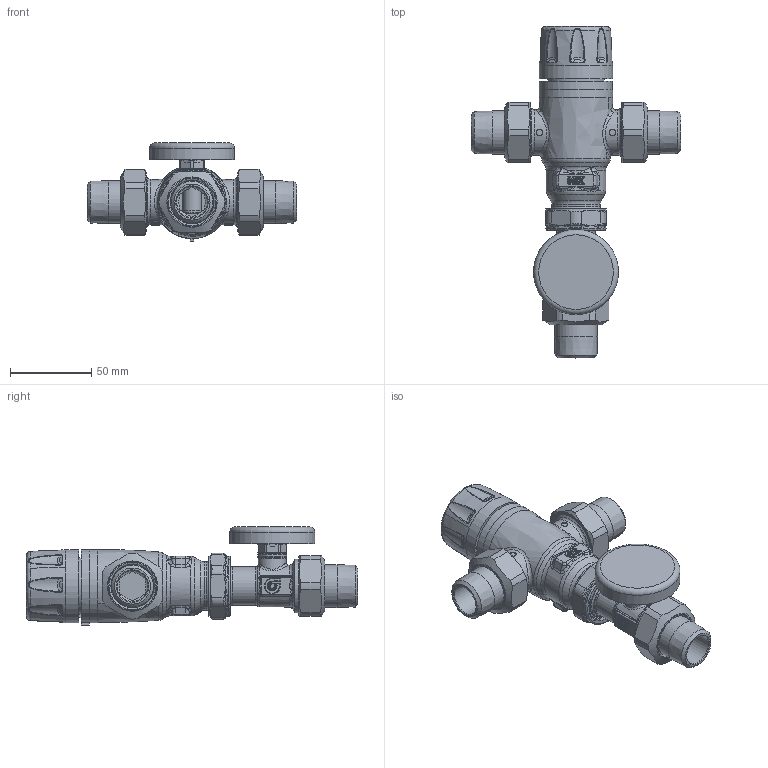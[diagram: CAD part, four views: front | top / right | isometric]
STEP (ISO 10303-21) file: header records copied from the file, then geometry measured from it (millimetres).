
FILE_DESCRIPTION(/* description */ (''),/* implementation_level */ '2;1');
FILE_NAME(/* name */ '521510A.stp',/* time_stamp */ '2025-06-12T15:58:49-05:00',/* author */ ('ischreiner'),/* organization */ (''),/* preprocessor_version */ 'ST-DEVELOPER v20',/* originating_system */ 'Autodesk Inventor 2024',/* authorisation */ '');
FILE_SCHEMA (('AUTOMOTIVE_DESIGN { 1 0 10303 214 3 1 1 }'));
Products named in the file (9): 521510A; 521101A; 31901A; F0002466 probe asm 1 inch union; F0000603 probe with 1 inch male G thread; F0002386 drywell tin plated; NA11031 Temp Gauge; F61008 - 1 inch union nut; F0000698 1 inch slip nut
Assembly tree (14 placements, depth 3):
  521510A
    521101A
    31901A  x5
    F0002466 probe asm 1 inch union
      F0000603 probe with 1 inch male G thread
      F0002386 drywell tin plated
    NA11031 Temp Gauge
    F61008 - 1 inch union nut  x3
    F0000698 1 inch slip nut
Bounding box: 129 x 204.35 x 60.38 mm (x, y, z)
Volume: 294069.4 mm3; surface area: 83150.7 mm2
Topology: 13 solids, 13 shells, 1871 faces, 4373 edges, 2416 vertices
Faces by surface type: bspline 639, cylinder 571, plane 345, cone 125, sphere 106, torus 85
Full cylindrical faces by diameter (mm): 2 x1, 4 x2, 8 x1, 9 x1, 9.017 x1, 10.008 x1, 11.176 x1, 11.227 x1, 11.43 x1, 11.5 x1, 12.954 x1, 13.5 x1, 13.6 x1, 15.24 x1, 15.875 x1, 17 x1, 18 x1, 19 x6, 21 x1, 22 x1, 23.5 x1, 24 x1, 26.5 x5, 26.924 x3, 27.7 x1, 28 x2, 29.6 x1, 30 x6, 30.302 x3, 30.5 x1
Entity records: 104906 total; most frequent: CARTESIAN_POINT 68507, ORIENTED_EDGE 7590, DIRECTION 6864, EDGE_CURVE 3795, AXIS2_PLACEMENT_3D 2877, VERTEX_POINT 2146, EDGE_LOOP 1757, FACE_OUTER_BOUND 1705
